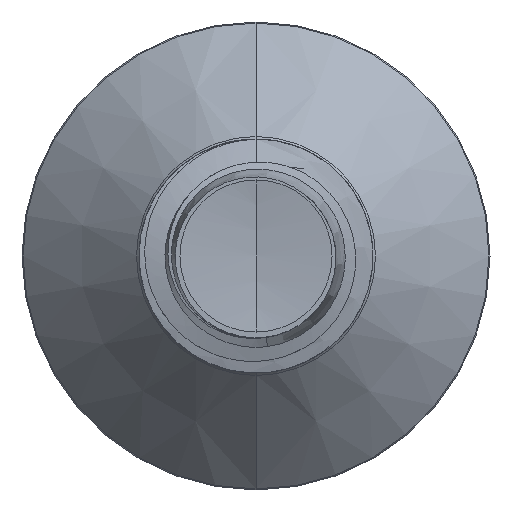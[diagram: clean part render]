
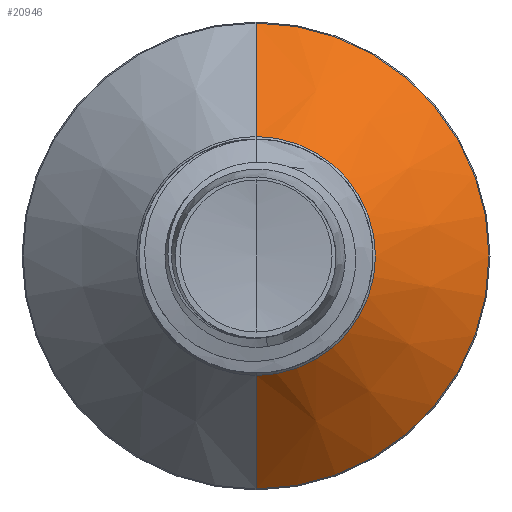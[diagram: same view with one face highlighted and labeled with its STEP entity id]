
A CAD part, front view. The second image highlights one B-rep face of the part: STEP entity #20946.
In plain terms, the highlighted conical face has half-angle 45 degrees and reference radius 2.042 mm.
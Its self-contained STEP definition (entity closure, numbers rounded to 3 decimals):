
#292 = EDGE_LOOP ( 'NONE', ( #23240, #6131, #30423, #13654 ) ) ;
#4248 = LINE ( 'NONE', #10433, #11453 ) ;
#6131 = ORIENTED_EDGE ( 'NONE', *, *, #27985, .T. ) ;
#6837 = CARTESIAN_POINT ( 'NONE',  ( 0., 12.342, 2.042 ) ) ;
#8111 = VERTEX_POINT ( 'NONE', #27103 ) ;
#8227 = VERTEX_POINT ( 'NONE', #15797 ) ;
#8699 = AXIS2_PLACEMENT_3D ( 'NONE', #10321, #27063, #12965 ) ;
#9381 = CARTESIAN_POINT ( 'NONE',  ( 0., 12.342, 2.042 ) ) ;
#10321 = CARTESIAN_POINT ( 'NONE',  ( 0., 14.282, 0. ) ) ;
#10407 = DIRECTION ( 'NONE',  ( 0., 0.707, 0.707 ) ) ;
#10433 = CARTESIAN_POINT ( 'NONE',  ( 0., 12.342, -2.042 ) ) ;
#11453 = VECTOR ( 'NONE', #29332, 1000. ) ;
#12965 = DIRECTION ( 'NONE',  ( 0., 0., 1. ) ) ;
#13326 = CARTESIAN_POINT ( 'NONE',  ( 0., 14.282, 3.982 ) ) ;
#13654 = ORIENTED_EDGE ( 'NONE', *, *, #30669, .F. ) ;
#14661 = FACE_OUTER_BOUND ( 'NONE', #292, .T. ) ;
#15001 = CARTESIAN_POINT ( 'NONE',  ( 0., 12.342, 0. ) ) ;
#15797 = CARTESIAN_POINT ( 'NONE',  ( 0., 14.282, -3.982 ) ) ;
#16225 = AXIS2_PLACEMENT_3D ( 'NONE', #15001, #31190, #17521 ) ;
#16978 = CIRCLE ( 'NONE', #16225, 2.042 ) ;
#17521 = DIRECTION ( 'NONE',  ( 0., 0., 1. ) ) ;
#17650 = AXIS2_PLACEMENT_3D ( 'NONE', #23140, #25363, #27563 ) ;
#20239 = VERTEX_POINT ( 'NONE', #13326 ) ;
#20331 = CIRCLE ( 'NONE', #8699, 3.982 ) ;
#20946 = ADVANCED_FACE ( 'NONE', ( #14661 ), #31831, .T. ) ;
#22694 = VERTEX_POINT ( 'NONE', #9381 ) ;
#23140 = CARTESIAN_POINT ( 'NONE',  ( 0., 12.342, 0. ) ) ;
#23240 = ORIENTED_EDGE ( 'NONE', *, *, #33075, .T. ) ;
#25363 = DIRECTION ( 'NONE',  ( 0., 1., 0. ) ) ;
#25971 = VECTOR ( 'NONE', #10407, 1000. ) ;
#26669 = LINE ( 'NONE', #6837, #25971 ) ;
#27063 = DIRECTION ( 'NONE',  ( 0., 1., 0. ) ) ;
#27103 = CARTESIAN_POINT ( 'NONE',  ( 0., 12.342, -2.042 ) ) ;
#27563 = DIRECTION ( 'NONE',  ( 0., 0., 1. ) ) ;
#27621 = EDGE_CURVE ( 'NONE', #20239, #8227, #20331, .T. ) ;
#27985 = EDGE_CURVE ( 'NONE', #8111, #8227, #4248, .T. ) ;
#29332 = DIRECTION ( 'NONE',  ( 0., 0.707, -0.707 ) ) ;
#30423 = ORIENTED_EDGE ( 'NONE', *, *, #27621, .F. ) ;
#30669 = EDGE_CURVE ( 'NONE', #22694, #20239, #26669, .T. ) ;
#31190 = DIRECTION ( 'NONE',  ( 0., 1., 0. ) ) ;
#31831 = CONICAL_SURFACE ( 'NONE', #17650, 2.042, 0.785 ) ;
#33075 = EDGE_CURVE ( 'NONE', #22694, #8111, #16978, .T. ) ;
